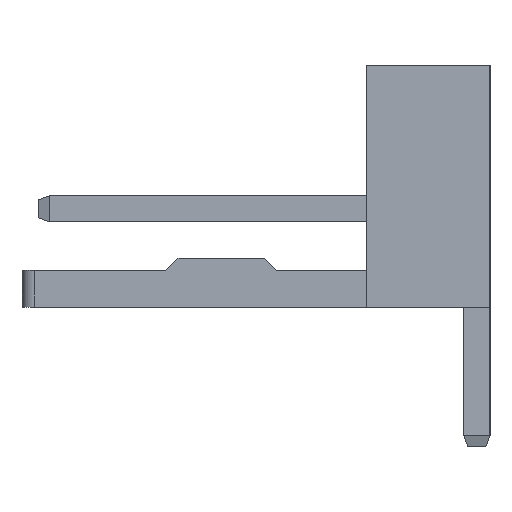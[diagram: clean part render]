
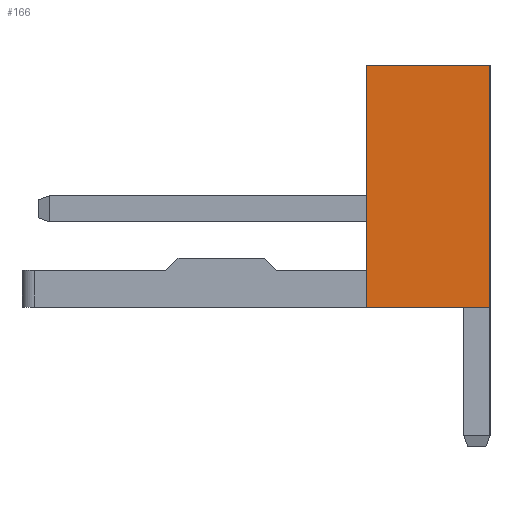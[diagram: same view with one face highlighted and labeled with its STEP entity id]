
A CAD part, left-side view. The second image highlights one B-rep face of the part: STEP entity #166.
In plain terms, the highlighted planar face has unit normal (-1, 0, 0).
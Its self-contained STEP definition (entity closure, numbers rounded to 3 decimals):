
#166=ADVANCED_FACE('',(#2414),#2416,.T.);
#2414=FACE_BOUND('',#2415,.T.);
#2415=EDGE_LOOP('',(#4240,#4241,#4242,#4243));
#2416=PLANE('',#2417);
#2417=AXIS2_PLACEMENT_3D('',#2418,#2419,#2420);
#2418=CARTESIAN_POINT('',(-1.27,-0.32,0.));
#2419=DIRECTION('',(-1.,0.,0.));
#2420=DIRECTION('',(0.,0.,1.));
#4240=ORIENTED_EDGE('',*,*,#5453,.T.);
#4241=ORIENTED_EDGE('',*,*,#5454,.T.);
#4242=ORIENTED_EDGE('',*,*,#5378,.F.);
#4243=ORIENTED_EDGE('',*,*,#5373,.F.);
#5373=EDGE_CURVE('',#6033,#6035,#6036,.T.);
#5378=EDGE_CURVE('',#6035,#6044,#6045,.T.);
#5453=EDGE_CURVE('',#6033,#6181,#6183,.T.);
#5454=EDGE_CURVE('',#6181,#6044,#6184,.T.);
#6033=VERTEX_POINT('',#7125);
#6035=VERTEX_POINT('',#7129);
#6036=LINE('',#7130,#7131);
#6044=VERTEX_POINT('',#7148);
#6045=LINE('',#7149,#7150);
#6181=VERTEX_POINT('',#7433);
#6183=LINE('',#7437,#7438);
#6184=LINE('',#7440,#7441);
#7125=CARTESIAN_POINT('',(-1.27,-0.32,0.));
#7129=CARTESIAN_POINT('',(-1.27,2.68,0.));
#7130=CARTESIAN_POINT('',(-1.27,-0.32,0.));
#7131=VECTOR('',#7132,1.);
#7132=DIRECTION('',(0.,1.,0.));
#7148=CARTESIAN_POINT('',(-1.27,2.68,5.9));
#7149=CARTESIAN_POINT('',(-1.27,2.68,0.));
#7150=VECTOR('',#7151,1.);
#7151=DIRECTION('',(0.,0.,1.));
#7433=CARTESIAN_POINT('',(-1.27,-0.32,5.9));
#7437=CARTESIAN_POINT('',(-1.27,-0.32,0.));
#7438=VECTOR('',#7439,1.);
#7439=DIRECTION('',(0.,0.,1.));
#7440=CARTESIAN_POINT('',(-1.27,-0.32,5.9));
#7441=VECTOR('',#7442,1.);
#7442=DIRECTION('',(0.,1.,0.));
